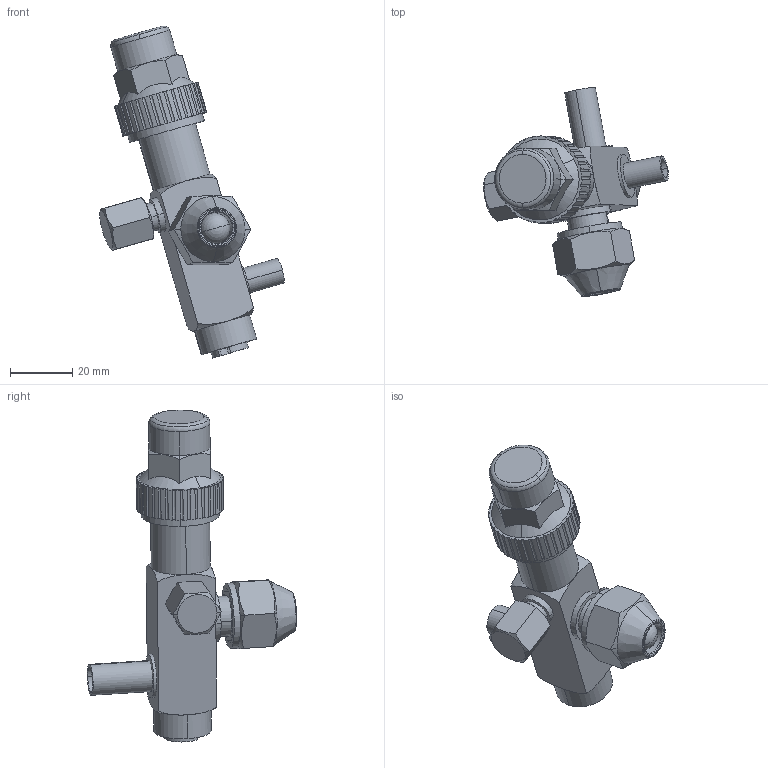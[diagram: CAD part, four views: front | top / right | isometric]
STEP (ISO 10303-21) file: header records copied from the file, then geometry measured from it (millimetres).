
FILE_DESCRIPTION((''),'2;1');
FILE_NAME('118U0486_ASM','2019-12-19T',('U371994'),('DANFOSS COMMERCIAL COMPRESSOR'),'CREO PARAMETRIC BY PTC INC, 2015480','CREO PARAMETRIC BY PTC INC, 2015480','');
FILE_SCHEMA(('CONFIG_CONTROL_DESIGN'));
Length unit declared in the file: millimetre
Products named in the file (6): 118U0486_00; 118U0486_03; 118U0486_02; 118U0486_04; 118U0486_01; 118U0486_ASM
Assembly tree (5 placements, depth 2):
  118U0486_ASM
    118U0486_00
    118U0486_03
    118U0486_02
    118U0486_04
    118U0486_01
Bounding box: 59.37 x 67.34 x 106.73 mm (x, y, z)
Volume: 41814.7 mm3; surface area: 22089.6 mm2
Topology: 5 solids, 6 shells, 306 faces, 832 edges, 559 vertices
Faces by surface type: cylinder 150, plane 76, torus 38, cone 32, bspline 6, sphere 4
Entity records: 10864 total; most frequent: CARTESIAN_POINT 2621, DIRECTION 1892, ORIENTED_EDGE 1650, AXIS2_PLACEMENT_3D 827, EDGE_CURVE 826, VERTEX_POINT 559, CIRCLE 514, EDGE_LOOP 342
